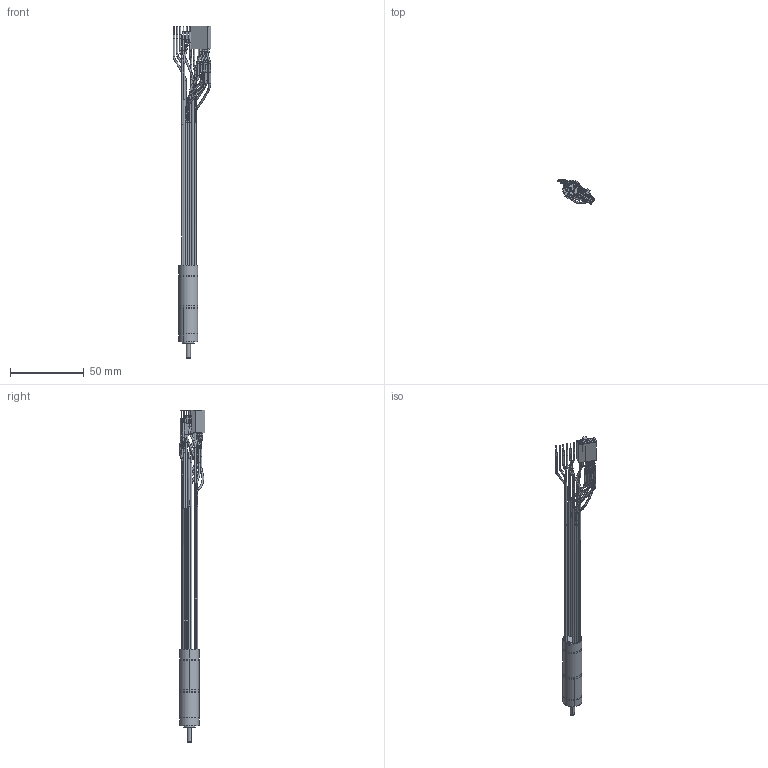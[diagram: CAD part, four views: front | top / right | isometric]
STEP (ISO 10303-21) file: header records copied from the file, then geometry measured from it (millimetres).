
FILE_DESCRIPTION((''),'2;1');
FILE_NAME('4611180002195_SW0001','2023-12-21T16:42:48',('ms27607'),(''),'CREO PARAMETRIC BY PTC INC, 2018100','CREO PARAMETRIC BY PTC INC, 2018100','');
FILE_SCHEMA(('CONFIG_CONTROL_DESIGN'));
Length unit declared in the file: millimetre
Products named in the file (1): 4611180002195_SW0001
Bounding box: 25.71 x 17.22 x 225.65 mm (x, y, z)
Surface area: 12161.6 mm2 (no closed solid volume)
Topology: 0 solids, 34 shells, 415 faces, 1315 edges, 922 vertices
Faces by surface type: cylinder 156, plane 131, torus 64, bspline 44, cone 19, sphere 1
Entity records: 17390 total; most frequent: CARTESIAN_POINT 5545, DIRECTION 2582, ORIENTED_EDGE 2298, EDGE_CURVE 1303, AXIS2_PLACEMENT_3D 976, VERTEX_POINT 922, VECTOR 630, LINE 630
